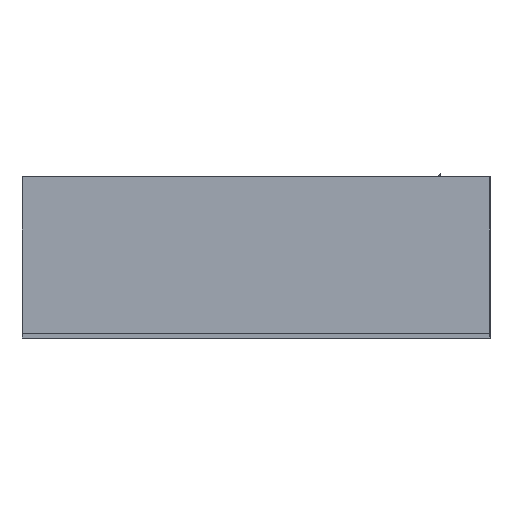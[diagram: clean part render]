
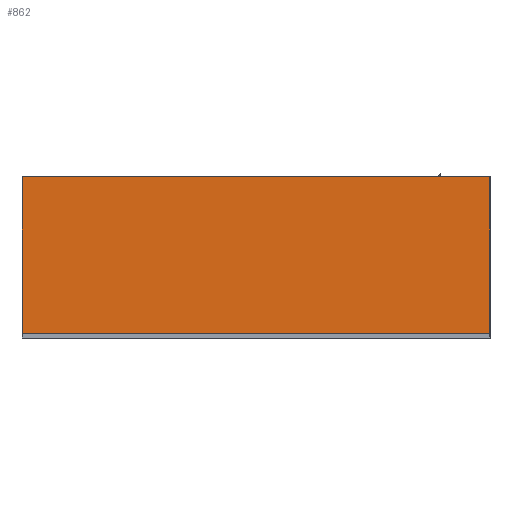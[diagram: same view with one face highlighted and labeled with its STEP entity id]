
A CAD part, front view. The second image highlights one B-rep face of the part: STEP entity #862.
In plain terms, the highlighted face is planar.
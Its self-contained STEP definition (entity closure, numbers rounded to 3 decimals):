
#26 = DIRECTION ( 'NONE',  ( 0., 0., -1. ) ) ;
#36 = LINE ( 'NONE', #196, #515 ) ;
#69 = VERTEX_POINT ( 'NONE', #475 ) ;
#82 = ORIENTED_EDGE ( 'NONE', *, *, #827, .F. ) ;
#196 = CARTESIAN_POINT ( 'NONE',  ( 3., -94., 290. ) ) ;
#237 = DIRECTION ( 'NONE',  ( 0., 0., -1. ) ) ;
#298 = DIRECTION ( 'NONE',  ( 0., 0., 1. ) ) ;
#349 = DIRECTION ( 'NONE',  ( 0., -1., 0. ) ) ;
#384 = CARTESIAN_POINT ( 'NONE',  ( 3., 0., 0. ) ) ;
#413 = VERTEX_POINT ( 'NONE', #769 ) ;
#436 = ORIENTED_EDGE ( 'NONE', *, *, #1157, .F. ) ;
#458 = DIRECTION ( 'NONE',  ( 1., 0., 0. ) ) ;
#475 = CARTESIAN_POINT ( 'NONE',  ( 3., -94., 290. ) ) ;
#508 = VERTEX_POINT ( 'NONE', #803 ) ;
#515 = VECTOR ( 'NONE', #298, 1000. ) ;
#569 = ORIENTED_EDGE ( 'NONE', *, *, #885, .F. ) ;
#586 = CARTESIAN_POINT ( 'NONE',  ( 3., 100., 290. ) ) ;
#692 = VECTOR ( 'NONE', #773, 1000. ) ;
#769 = CARTESIAN_POINT ( 'NONE',  ( 3., 100., -290. ) ) ;
#773 = DIRECTION ( 'NONE',  ( 0., -1., 0. ) ) ;
#789 = LINE ( 'NONE', #1061, #859 ) ;
#802 = FACE_OUTER_BOUND ( 'NONE', #1116, .T. ) ;
#803 = CARTESIAN_POINT ( 'NONE',  ( 3., -94., -290. ) ) ;
#809 = VERTEX_POINT ( 'NONE', #822 ) ;
#822 = CARTESIAN_POINT ( 'NONE',  ( 3., 100., 290. ) ) ;
#826 = PLANE ( 'NONE',  #975 ) ;
#827 = EDGE_CURVE ( 'NONE', #413, #508, #1092, .T. ) ;
#859 = VECTOR ( 'NONE', #237, 1000. ) ;
#862 = ADVANCED_FACE ( 'NONE', ( #802 ), #826, .T. ) ;
#885 = EDGE_CURVE ( 'NONE', #508, #69, #36, .T. ) ;
#955 = ORIENTED_EDGE ( 'NONE', *, *, #1134, .T. ) ;
#975 = AXIS2_PLACEMENT_3D ( 'NONE', #384, #458, #26 ) ;
#981 = CARTESIAN_POINT ( 'NONE',  ( 3., 100., -290. ) ) ;
#1025 = VECTOR ( 'NONE', #349, 1000. ) ;
#1061 = CARTESIAN_POINT ( 'NONE',  ( 3., 100., 290. ) ) ;
#1092 = LINE ( 'NONE', #981, #1025 ) ;
#1116 = EDGE_LOOP ( 'NONE', ( #569, #82, #436, #955 ) ) ;
#1134 = EDGE_CURVE ( 'NONE', #809, #69, #1154, .T. ) ;
#1154 = LINE ( 'NONE', #586, #692 ) ;
#1157 = EDGE_CURVE ( 'NONE', #809, #413, #789, .T. ) ;
